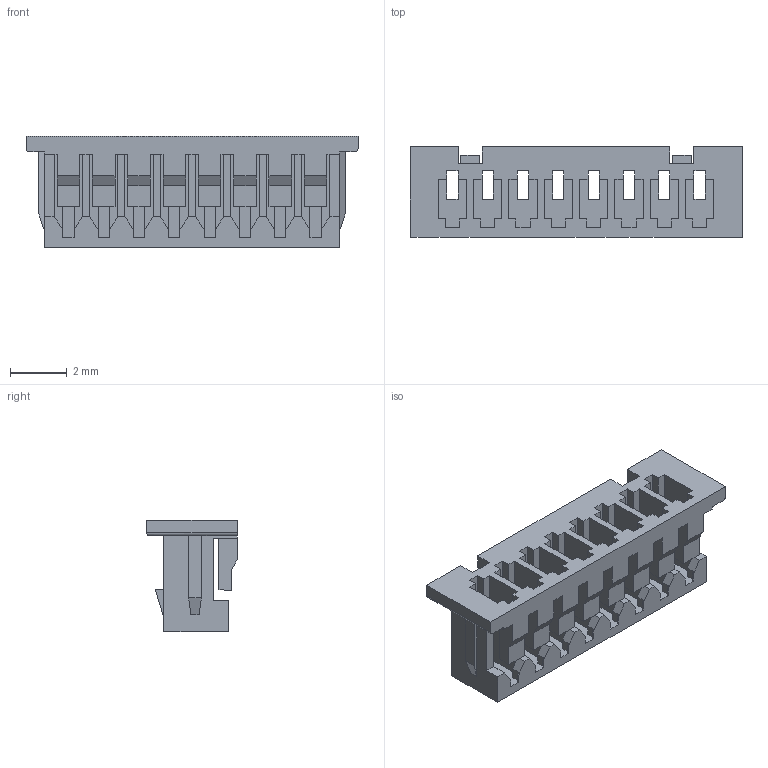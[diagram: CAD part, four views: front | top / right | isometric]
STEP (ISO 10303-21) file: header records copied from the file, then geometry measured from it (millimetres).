
FILE_DESCRIPTION(/* description */ ('Unknown'),/* implementation_level */ '2;1');
FILE_NAME(/* name */ '653008113322',/* time_stamp */ '2018-06-01T10:44:12+02:00',/* author */ ('Unknown'),/* organization */ ('Unknown'),/* preprocessor_version */ 'ST-DEVELOPER v16.7',/* originating_system */ 'DEX',/* authorisation */ $);
FILE_SCHEMA (('AUTOMOTIVE_DESIGN {1 0 10303 214 3 1 1}'));
Length unit declared in the file: millimetre
Products named in the file (2): 6530xx113322; 653008113322
Assembly tree (1 placements, depth 2):
  6530xx113322
    653008113322
Bounding box: 11.75 x 3.2 x 3.95 mm (x, y, z)
Volume: 50.7 mm3; surface area: 344.3 mm2
Topology: 1 solids, 1 shells, 331 faces, 1019 edges, 668 vertices
Faces by surface type: plane 326, cylinder 5
Entity records: 11202 total; most frequent: ORIENTED_EDGE 2038, CARTESIAN_POINT 2020, DIRECTION 1693, EDGE_CURVE 1019, LINE 1011, VECTOR 1011, VERTEX_POINT 668, EDGE_LOOP 341
